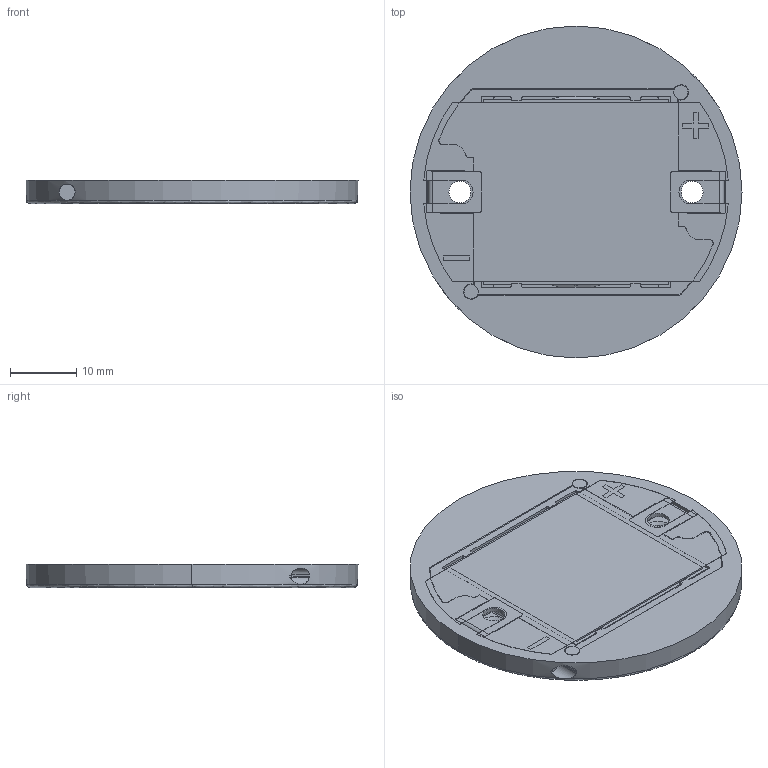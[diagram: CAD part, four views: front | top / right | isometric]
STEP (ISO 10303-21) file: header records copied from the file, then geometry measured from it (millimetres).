
FILE_DESCRIPTION (( 'STEP AP214' ), '1' );
FILE_NAME ('CoB-Module 2213480.STEP', '2016-11-30T08:04:23', ( 'Admin' ), ( 'Microsoft' ), 'SwSTEP 2.0', 'SolidWorks 2017', '' );
FILE_SCHEMA (( 'AUTOMOTIVE_DESIGN' ));
Length unit declared in the file: millimetre
Products named in the file (7): DMS18C; 3-2213480-1; CoB-Module 2213480; Thermal Tape MTC-TC-PC 3.0 with Foil
Assembly tree (3 placements, depth 2):
  DMS18C
  3-2213480-1
  CoB-Module 2213480
    3-2213480-1
    DMS18C
    Thermal Tape MTC-TC-PC 3.0 with Foil
  Thermal Tape MTC-TC-PC 3.0 with Foil
Bounding box: 50 x 50 x 3.5 mm (x, y, z)
Volume: 5398.5 mm3; surface area: 8386.6 mm2
Topology: 3 solids, 3 shells, 486 faces, 1413 edges, 934 vertices
Faces by surface type: plane 291, cylinder 143, cone 35, bspline 13, torus 4
Entity records: 21953 total; most frequent: CARTESIAN_POINT 3732, ORIENTED_EDGE 2826, DIRECTION 2586, EDGE_CURVE 1413, VERTEX_POINT 934, VECTOR 884, LINE 884, AXIS2_PLACEMENT_3D 851
